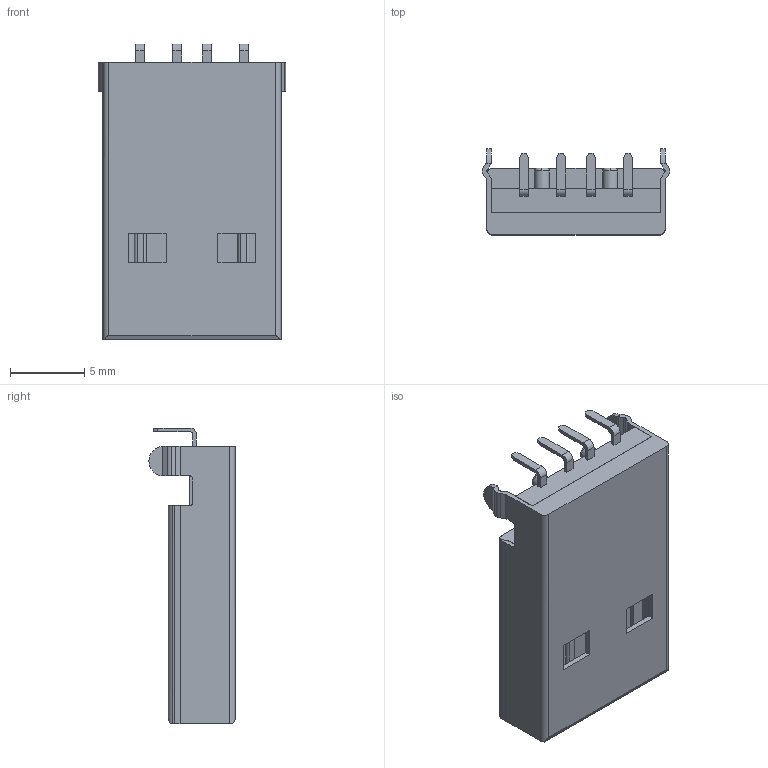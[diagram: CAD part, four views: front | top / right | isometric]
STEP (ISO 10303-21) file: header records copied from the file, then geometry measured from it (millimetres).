
FILE_DESCRIPTION (( 'STEP AP214' ), '1' );
FILE_NAME ('48037-0001+.step', '2024-02-25T11:54:34', ( '' ), ( '' ), 'SwSTEP 2.0', 'SolidWorks 2024', '' );
FILE_SCHEMA (( 'AUTOMOTIVE_DESIGN' ));
Length unit declared in the file: millimetre
Products named in the file (1): 48037-0001+
Bounding box: 12.61 x 5.8 x 19.93 mm (x, y, z)
Volume: 593.4 mm3; surface area: 1162.2 mm2
Topology: 1 solids, 1 shells, 191 faces, 538 edges, 358 vertices
Faces by surface type: plane 119, cylinder 68, torus 4
Entity records: 8322 total; most frequent: CARTESIAN_POINT 1148, ORIENTED_EDGE 1076, DIRECTION 1044, EDGE_CURVE 538, VECTOR 376, LINE 376, VERTEX_POINT 358, AXIS2_PLACEMENT_3D 334
